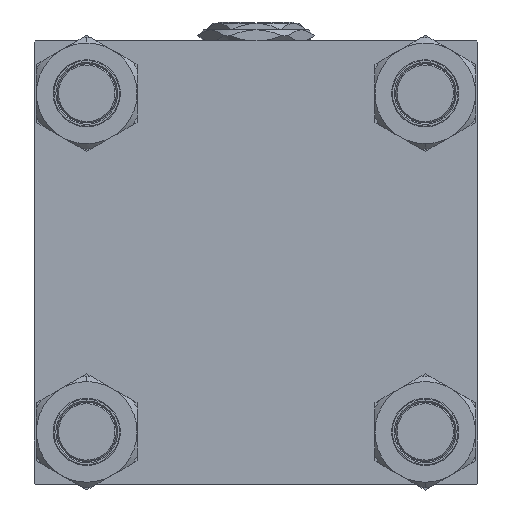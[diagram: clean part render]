
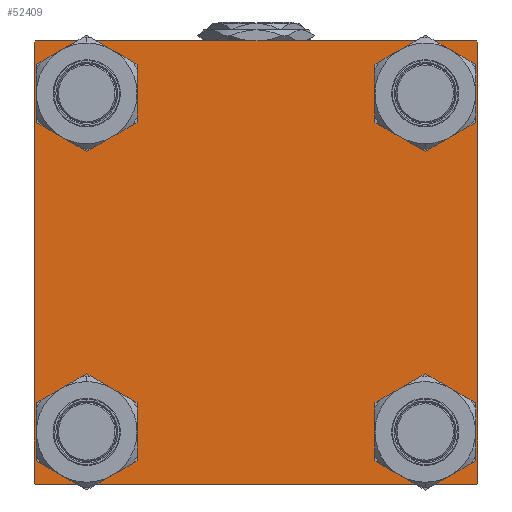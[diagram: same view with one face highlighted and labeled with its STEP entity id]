
A CAD part, left-side view. The second image highlights one B-rep face of the part: STEP entity #52409.
In plain terms, the highlighted planar face has unit normal (-1, 0, 0).
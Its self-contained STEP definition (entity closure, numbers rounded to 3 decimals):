
#82 = EDGE_LOOP ( 'NONE', ( #1360, #40019, #11699, #44521, #18195, #28084, #35476, #50096 ) ) ;
#409 = VECTOR ( 'NONE', #19424, 1000. ) ;
#1283 = LINE ( 'NONE', #17532, #8504 ) ;
#1360 = ORIENTED_EDGE ( 'NONE', *, *, #12076, .T. ) ;
#1467 = CARTESIAN_POINT ( 'NONE',  ( 0., -82.5, 82. ) ) ;
#2144 = ORIENTED_EDGE ( 'NONE', *, *, #12736, .T. ) ;
#2365 = CARTESIAN_POINT ( 'NONE',  ( 0., 82.5, -82. ) ) ;
#2835 = CARTESIAN_POINT ( 'NONE',  ( 0., -62.95, -62.95 ) ) ;
#3092 = AXIS2_PLACEMENT_3D ( 'NONE', #29980, #10286, #17758 ) ;
#3183 = CARTESIAN_POINT ( 'NONE',  ( 0., -82.25, 82.25 ) ) ;
#3503 = DIRECTION ( 'NONE',  ( 0., 0., 1. ) ) ;
#4507 = VERTEX_POINT ( 'NONE', #1467 ) ;
#4746 = CARTESIAN_POINT ( 'NONE',  ( 0., -62.95, 74.45 ) ) ;
#5012 = DIRECTION ( 'NONE',  ( 0., 0., 1. ) ) ;
#5506 = CARTESIAN_POINT ( 'NONE',  ( 0., 82., 82.5 ) ) ;
#5582 = EDGE_CURVE ( 'NONE', #47162, #33334, #1283, .T. ) ;
#6231 = DIRECTION ( 'NONE',  ( 0., 0., 1. ) ) ;
#6311 = CARTESIAN_POINT ( 'NONE',  ( 0., -62.95, 51.45 ) ) ;
#6517 = DIRECTION ( 'NONE',  ( 0., 0., -1. ) ) ;
#6942 = CIRCLE ( 'NONE', #20559, 11.5 ) ;
#7493 = CARTESIAN_POINT ( 'NONE',  ( 0., 62.95, -62.95 ) ) ;
#7613 = DIRECTION ( 'NONE',  ( 0., -1., 0. ) ) ;
#8119 = VERTEX_POINT ( 'NONE', #30793 ) ;
#8147 = CARTESIAN_POINT ( 'NONE',  ( 0., 62.95, 51.45 ) ) ;
#8504 = VECTOR ( 'NONE', #33751, 1000. ) ;
#8607 = ORIENTED_EDGE ( 'NONE', *, *, #27447, .T. ) ;
#8808 = VERTEX_POINT ( 'NONE', #30604 ) ;
#9344 = CARTESIAN_POINT ( 'NONE',  ( 0., -62.95, -74.45 ) ) ;
#10286 = DIRECTION ( 'NONE',  ( 1., 0., 0. ) ) ;
#10923 = EDGE_CURVE ( 'NONE', #22133, #8808, #20128, .T. ) ;
#11214 = EDGE_CURVE ( 'NONE', #11896, #17072, #6942, .T. ) ;
#11699 = ORIENTED_EDGE ( 'NONE', *, *, #10923, .T. ) ;
#11896 = VERTEX_POINT ( 'NONE', #42158 ) ;
#11931 = CARTESIAN_POINT ( 'NONE',  ( 0., 0., 0. ) ) ;
#12076 = EDGE_CURVE ( 'NONE', #33334, #37362, #47460, .T. ) ;
#12145 = AXIS2_PLACEMENT_3D ( 'NONE', #39719, #35726, #20038 ) ;
#12194 = DIRECTION ( 'NONE',  ( -1., 0., 0. ) ) ;
#12736 = EDGE_CURVE ( 'NONE', #31726, #34355, #46908, .T. ) ;
#12868 = VECTOR ( 'NONE', #7613, 1000. ) ;
#13500 = EDGE_CURVE ( 'NONE', #28189, #35266, #47785, .T. ) ;
#14217 = CARTESIAN_POINT ( 'NONE',  ( 0., -62.95, -62.95 ) ) ;
#14805 = CIRCLE ( 'NONE', #12145, 11.5 ) ;
#14987 = EDGE_LOOP ( 'NONE', ( #32443, #15612 ) ) ;
#15029 = CIRCLE ( 'NONE', #48119, 11.5 ) ;
#15337 = DIRECTION ( 'NONE',  ( 0., 0., 1. ) ) ;
#15612 = ORIENTED_EDGE ( 'NONE', *, *, #13500, .T. ) ;
#15808 = EDGE_CURVE ( 'NONE', #47162, #49124, #43414, .T. ) ;
#15919 = FACE_OUTER_BOUND ( 'NONE', #82, .T. ) ;
#16380 = CARTESIAN_POINT ( 'NONE',  ( 0., 82.25, -82.25 ) ) ;
#16917 = ORIENTED_EDGE ( 'NONE', *, *, #11214, .T. ) ;
#17072 = VERTEX_POINT ( 'NONE', #41624 ) ;
#17532 = CARTESIAN_POINT ( 'NONE',  ( 0., 82.25, 82.25 ) ) ;
#17550 = ORIENTED_EDGE ( 'NONE', *, *, #46342, .T. ) ;
#17758 = DIRECTION ( 'NONE',  ( 0., 0., 1. ) ) ;
#17786 = CARTESIAN_POINT ( 'NONE',  ( 0., 62.95, -62.95 ) ) ;
#18195 = ORIENTED_EDGE ( 'NONE', *, *, #31685, .F. ) ;
#18767 = EDGE_CURVE ( 'NONE', #4507, #49124, #39620, .T. ) ;
#19424 = DIRECTION ( 'NONE',  ( 0., 0.707, 0.707 ) ) ;
#19698 = CARTESIAN_POINT ( 'NONE',  ( 0., -82., 82.5 ) ) ;
#19805 = AXIS2_PLACEMENT_3D ( 'NONE', #30664, #51653, #43672 ) ;
#20038 = DIRECTION ( 'NONE',  ( 0., 0., 1. ) ) ;
#20120 = VECTOR ( 'NONE', #20317, 1000. ) ;
#20128 = LINE ( 'NONE', #32603, #12868 ) ;
#20317 = DIRECTION ( 'NONE',  ( 0., -0.707, 0.707 ) ) ;
#20559 = AXIS2_PLACEMENT_3D ( 'NONE', #7493, #39945, #3503 ) ;
#20921 = EDGE_LOOP ( 'NONE', ( #16917, #8607 ) ) ;
#21224 = FACE_BOUND ( 'NONE', #27348, .T. ) ;
#22133 = VERTEX_POINT ( 'NONE', #29890 ) ;
#23428 = AXIS2_PLACEMENT_3D ( 'NONE', #11931, #12194, #24168 ) ;
#23802 = CARTESIAN_POINT ( 'NONE',  ( 0., -62.95, 62.95 ) ) ;
#24168 = DIRECTION ( 'NONE',  ( 0., 0., 1. ) ) ;
#24286 = CARTESIAN_POINT ( 'NONE',  ( 0., 62.95, 74.45 ) ) ;
#24401 = AXIS2_PLACEMENT_3D ( 'NONE', #17786, #41193, #5012 ) ;
#25817 = CARTESIAN_POINT ( 'NONE',  ( 0., -62.95, -51.45 ) ) ;
#26030 = CIRCLE ( 'NONE', #3092, 11.5 ) ;
#26547 = EDGE_CURVE ( 'NONE', #35266, #28189, #15029, .T. ) ;
#26754 = EDGE_CURVE ( 'NONE', #8808, #8119, #32533, .T. ) ;
#26839 = CARTESIAN_POINT ( 'NONE',  ( 0., 82.5, 82. ) ) ;
#26992 = CARTESIAN_POINT ( 'NONE',  ( 0., 82.5, 82.5 ) ) ;
#27144 = EDGE_CURVE ( 'NONE', #39988, #46567, #26030, .T. ) ;
#27348 = EDGE_LOOP ( 'NONE', ( #2144, #46307 ) ) ;
#27447 = EDGE_CURVE ( 'NONE', #17072, #11896, #47318, .T. ) ;
#27790 = DIRECTION ( 'NONE',  ( 1., 0., 0. ) ) ;
#28084 = ORIENTED_EDGE ( 'NONE', *, *, #18767, .T. ) ;
#28189 = VERTEX_POINT ( 'NONE', #9344 ) ;
#28615 = DIRECTION ( 'NONE',  ( 0., -0.707, -0.707 ) ) ;
#29890 = CARTESIAN_POINT ( 'NONE',  ( 0., 82., -82.5 ) ) ;
#29980 = CARTESIAN_POINT ( 'NONE',  ( 0., 62.95, 62.95 ) ) ;
#30604 = CARTESIAN_POINT ( 'NONE',  ( 0., -82., -82.5 ) ) ;
#30664 = CARTESIAN_POINT ( 'NONE',  ( 0., -62.95, 62.95 ) ) ;
#30793 = CARTESIAN_POINT ( 'NONE',  ( 0., -82.5, -82. ) ) ;
#30932 = CARTESIAN_POINT ( 'NONE',  ( 0., 82.5, 82.5 ) ) ;
#31523 = VECTOR ( 'NONE', #28615, 1000. ) ;
#31685 = EDGE_CURVE ( 'NONE', #4507, #8119, #47850, .T. ) ;
#31726 = VERTEX_POINT ( 'NONE', #4746 ) ;
#32399 = PLANE ( 'NONE',  #23428 ) ;
#32443 = ORIENTED_EDGE ( 'NONE', *, *, #26547, .T. ) ;
#32533 = LINE ( 'NONE', #44227, #20120 ) ;
#32545 = CIRCLE ( 'NONE', #19805, 11.5 ) ;
#32603 = CARTESIAN_POINT ( 'NONE',  ( 0., 82.5, -82.5 ) ) ;
#33334 = VERTEX_POINT ( 'NONE', #26839 ) ;
#33751 = DIRECTION ( 'NONE',  ( 0., 0.707, -0.707 ) ) ;
#34174 = DIRECTION ( 'NONE',  ( 1., 0., 0. ) ) ;
#34355 = VERTEX_POINT ( 'NONE', #6311 ) ;
#34728 = DIRECTION ( 'NONE',  ( 0., 0., 1. ) ) ;
#35266 = VERTEX_POINT ( 'NONE', #25817 ) ;
#35476 = ORIENTED_EDGE ( 'NONE', *, *, #15808, .F. ) ;
#35726 = DIRECTION ( 'NONE',  ( 1., 0., 0. ) ) ;
#36717 = AXIS2_PLACEMENT_3D ( 'NONE', #23802, #27790, #34728 ) ;
#37179 = FACE_BOUND ( 'NONE', #14987, .T. ) ;
#37362 = VERTEX_POINT ( 'NONE', #2365 ) ;
#37890 = EDGE_CURVE ( 'NONE', #37362, #22133, #45071, .T. ) ;
#38103 = ORIENTED_EDGE ( 'NONE', *, *, #27144, .T. ) ;
#39620 = LINE ( 'NONE', #3183, #409 ) ;
#39719 = CARTESIAN_POINT ( 'NONE',  ( 0., 62.95, 62.95 ) ) ;
#39801 = DIRECTION ( 'NONE',  ( 1., 0., 0. ) ) ;
#39945 = DIRECTION ( 'NONE',  ( 1., 0., 0. ) ) ;
#39988 = VERTEX_POINT ( 'NONE', #8147 ) ;
#40019 = ORIENTED_EDGE ( 'NONE', *, *, #37890, .T. ) ;
#40221 = DIRECTION ( 'NONE',  ( 0., -1., 0. ) ) ;
#41193 = DIRECTION ( 'NONE',  ( 1., 0., 0. ) ) ;
#41425 = FACE_BOUND ( 'NONE', #20921, .T. ) ;
#41624 = CARTESIAN_POINT ( 'NONE',  ( 0., 62.95, -74.45 ) ) ;
#42158 = CARTESIAN_POINT ( 'NONE',  ( 0., 62.95, -51.45 ) ) ;
#42807 = DIRECTION ( 'NONE',  ( 0., 0., -1. ) ) ;
#43039 = EDGE_CURVE ( 'NONE', #34355, #31726, #32545, .T. ) ;
#43219 = VECTOR ( 'NONE', #42807, 1000. ) ;
#43414 = LINE ( 'NONE', #30932, #47868 ) ;
#43527 = AXIS2_PLACEMENT_3D ( 'NONE', #2835, #39801, #15337 ) ;
#43672 = DIRECTION ( 'NONE',  ( 0., 0., 1. ) ) ;
#44227 = CARTESIAN_POINT ( 'NONE',  ( 0., -82.25, -82.25 ) ) ;
#44521 = ORIENTED_EDGE ( 'NONE', *, *, #26754, .T. ) ;
#45071 = LINE ( 'NONE', #16380, #31523 ) ;
#46307 = ORIENTED_EDGE ( 'NONE', *, *, #43039, .T. ) ;
#46342 = EDGE_CURVE ( 'NONE', #46567, #39988, #14805, .T. ) ;
#46567 = VERTEX_POINT ( 'NONE', #24286 ) ;
#46908 = CIRCLE ( 'NONE', #36717, 11.5 ) ;
#47162 = VERTEX_POINT ( 'NONE', #5506 ) ;
#47318 = CIRCLE ( 'NONE', #24401, 11.5 ) ;
#47321 = CARTESIAN_POINT ( 'NONE',  ( 0., -82.5, 82.5 ) ) ;
#47460 = LINE ( 'NONE', #26992, #49409 ) ;
#47600 = EDGE_LOOP ( 'NONE', ( #17550, #38103 ) ) ;
#47785 = CIRCLE ( 'NONE', #43527, 11.5 ) ;
#47850 = LINE ( 'NONE', #47321, #43219 ) ;
#47868 = VECTOR ( 'NONE', #40221, 1000. ) ;
#48119 = AXIS2_PLACEMENT_3D ( 'NONE', #14217, #34174, #6231 ) ;
#49124 = VERTEX_POINT ( 'NONE', #19698 ) ;
#49409 = VECTOR ( 'NONE', #6517, 1000. ) ;
#50096 = ORIENTED_EDGE ( 'NONE', *, *, #5582, .T. ) ;
#51653 = DIRECTION ( 'NONE',  ( 1., 0., 0. ) ) ;
#52347 = FACE_BOUND ( 'NONE', #47600, .T. ) ;
#52409 = ADVANCED_FACE ( 'NONE', ( #21224, #37179, #41425, #52347, #15919 ), #32399, .T. ) ;
